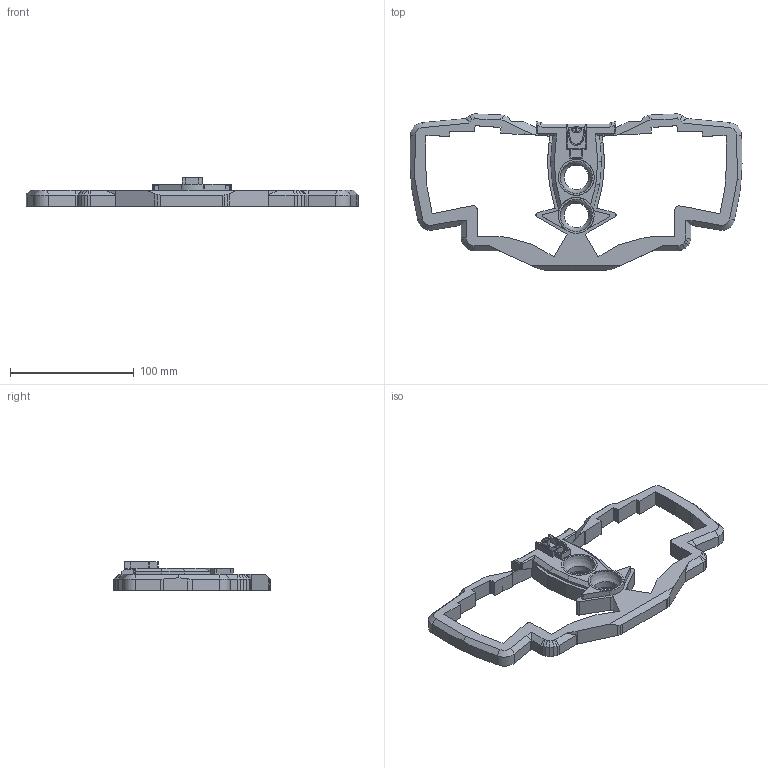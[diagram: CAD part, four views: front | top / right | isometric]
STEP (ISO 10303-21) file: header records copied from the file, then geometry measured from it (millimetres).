
FILE_DESCRIPTION(/* description */ (''),/* implementation_level */ '2;1');
FILE_NAME(/* name */ 'OverLord Lotus Layout 2balls Top PLA.step',/* time_stamp */ '2024-08-19T12:28:13-07:00',/* author */ (''),/* organization */ (''),/* preprocessor_version */ 'ST-DEVELOPER v20',/* originating_system */ 'Autodesk Translation Framework v13.14.0.145',/* authorisation */ '');
FILE_SCHEMA (('AUTOMOTIVE_DESIGN { 1 0 10303 214 3 1 1 }'));
Length unit declared in the file: millimetre
Products named in the file (1): Lotus Layout 2balls
Bounding box: 268.71 x 126.44 x 23 mm (x, y, z)
Volume: 152175.6 mm3; surface area: 49223.3 mm2
Topology: 1 solids, 1 shells, 543 faces, 1519 edges, 996 vertices
Faces by surface type: plane 481, cylinder 36, bspline 20, cone 4, sphere 2
Full cylindrical faces by diameter (mm): 3.2 x8, 6 x1, 20.011 x2, 29 x1
Entity records: 17287 total; most frequent: CARTESIAN_POINT 3353, ORIENTED_EDGE 3038, DIRECTION 2621, EDGE_CURVE 1519, LINE 1385, VECTOR 1385, VERTEX_POINT 996, AXIS2_PLACEMENT_3D 618
